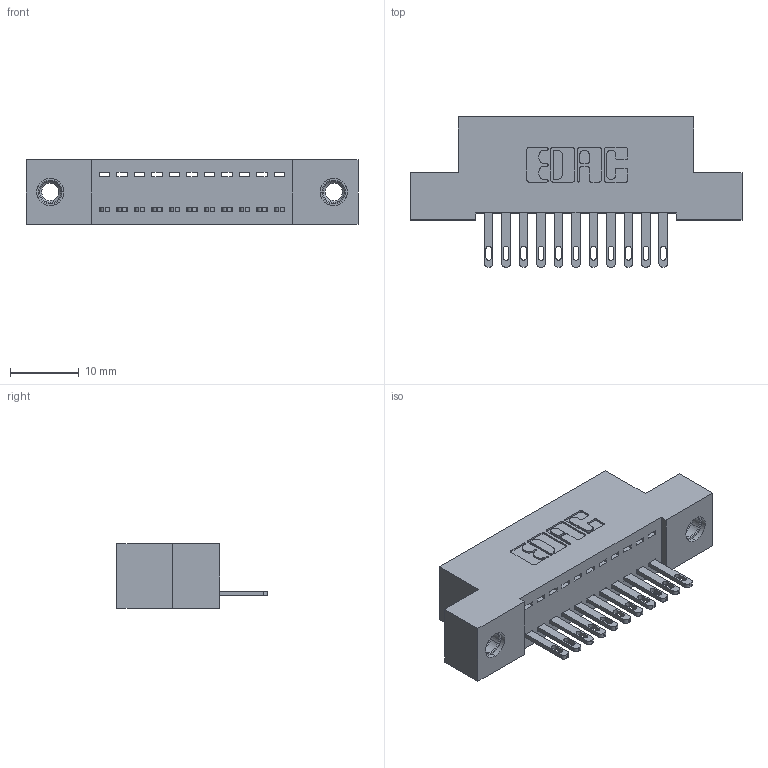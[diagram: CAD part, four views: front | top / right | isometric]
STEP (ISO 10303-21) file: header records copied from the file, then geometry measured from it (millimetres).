
FILE_DESCRIPTION (( 'STEP AP203' ), '1' );
FILE_NAME ('892-011-500-107.STEP', '2020-09-21T12:56:07', ( '' ), ( '' ), 'SwSTEP 2.0', 'SolidWorks 2020', '' );
FILE_SCHEMA (( 'CONFIG_CONTROL_DESIGN' ));
Length unit declared in the file: inch
Products named in the file (4): 892-011-500-107; 345-250-001_345-250-005-103; 345-292-001_345-293-100; 842 Part_TI
Assembly tree (14 placements, depth 2):
  892-011-500-107
    842 Part_TI
    345-292-001_345-293-100  x11
    345-250-001_345-250-005-103  x2
Bounding box: 48.26 x 21.85 x 9.4 mm (x, y, z)
Volume: 4111.4 mm3; surface area: 5512.4 mm2
Topology: 14 solids, 14 shells, 764 faces, 2283 edges, 1514 vertices
Faces by surface type: plane 494, cylinder 254, cone 12, torus 4
Entity records: 11718 total; most frequent: CARTESIAN_POINT 2006, ORIENTED_EDGE 1946, DIRECTION 1789, EDGE_CURVE 973, VECTOR 821, LINE 821, VERTEX_POINT 644, AXIS2_PLACEMENT_3D 484
